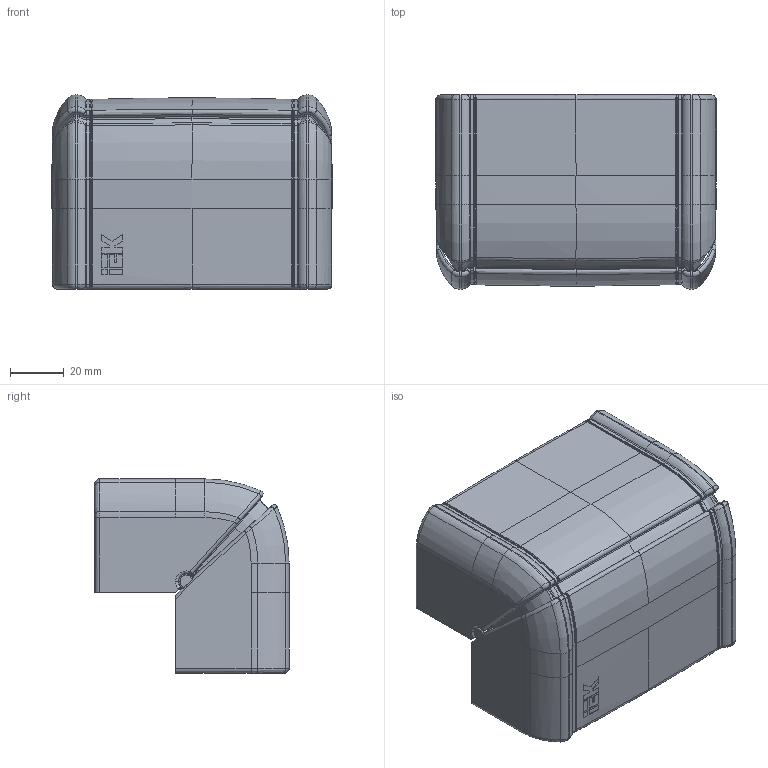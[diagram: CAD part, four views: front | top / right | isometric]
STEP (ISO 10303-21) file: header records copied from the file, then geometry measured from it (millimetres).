
FILE_DESCRIPTION (( 'STEP AP214' ), '1' );
FILE_NAME ('CKK-40D-W-100-040-K01 Âíåøíèé èçìåíÿåìûé óãîë äëÿ Ê.Ê. Ïðàéìåð 100õ40.STEP', '2016-07-18T08:55:34', ( '' ), ( '' ), 'SwSTEP 2.0', 'SolidWorks 2014', '' );
FILE_SCHEMA (( 'AUTOMOTIVE_DESIGN' ));
Length unit declared in the file: millimetre
Products named in the file (1): CKK-40D-W-100-040-K01 Âíåøíèé èçìåíÿåìûé óãîë äëÿ Ê.Ê. Ïðàéìåð 100õ40
Bounding box: 104.16 x 72.15 x 72.15 mm (x, y, z)
Volume: 41240 mm3; surface area: 43832.5 mm2
Topology: 2 solids, 2 shells, 677 faces, 1688 edges, 1019 vertices
Faces by surface type: bspline 381, cylinder 163, plane 131, cone 2
Entity records: 37018 total; most frequent: CARTESIAN_POINT 24098, ORIENTED_EDGE 3370, EDGE_CURVE 1685, DIRECTION 1504, VERTEX_POINT 1019, B_SPLINE_CURVE_WITH_KNOTS 926, EDGE_LOOP 684, ADVANCED_FACE 677
